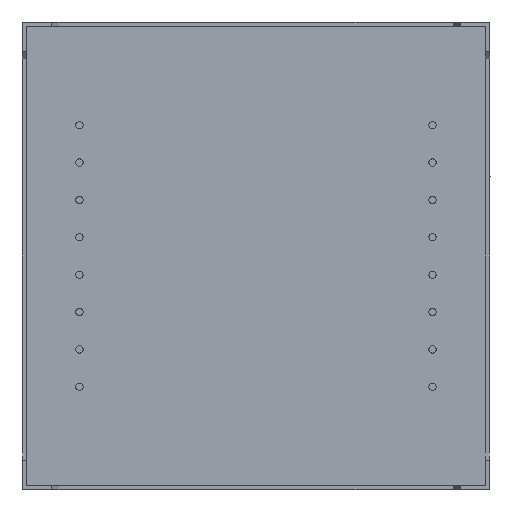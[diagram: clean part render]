
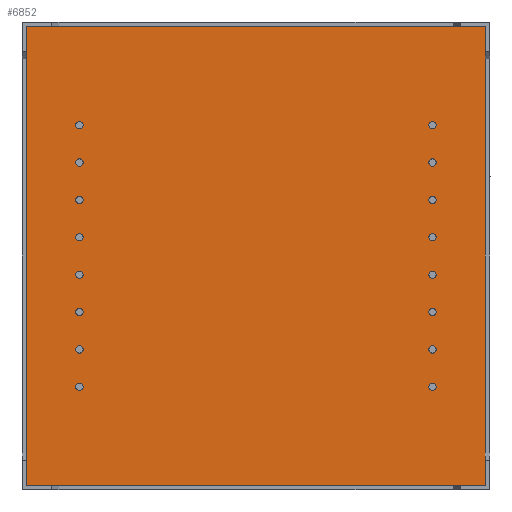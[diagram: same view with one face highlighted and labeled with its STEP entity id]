
A CAD part, front view. The second image highlights one B-rep face of the part: STEP entity #6852.
In plain terms, the highlighted planar face has unit normal (0, -1, 0).
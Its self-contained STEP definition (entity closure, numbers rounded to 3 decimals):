
#963 = DIRECTION ( 'NONE',  ( 0., 0., -1. ) ) ;
#1841 = CARTESIAN_POINT ( 'NONE',  ( 0.3, -4.2, -0.3 ) ) ;
#1848 = CARTESIAN_POINT ( 'NONE',  ( 0.3, -4.2, -31.5 ) ) ;
#2719 = PLANE ( 'NONE',  #9963 ) ;
#3734 = FACE_OUTER_BOUND ( 'NONE', #20024, .T. ) ;
#4498 = CARTESIAN_POINT ( 'NONE',  ( 31.5, -4.2, -31.5 ) ) ;
#4729 = ORIENTED_EDGE ( 'NONE', *, *, #14825, .T. ) ;
#4910 = CARTESIAN_POINT ( 'NONE',  ( 31.5, -4.2, -0.3 ) ) ;
#6116 = DIRECTION ( 'NONE',  ( -1., 0., 0. ) ) ;
#6640 = CARTESIAN_POINT ( 'NONE',  ( 0., -4.2, 0. ) ) ;
#6852 = ADVANCED_FACE ( 'NONE', ( #3734 ), #2719, .T. ) ;
#7000 = LINE ( 'NONE', #17786, #16064 ) ;
#7946 = VECTOR ( 'NONE', #12443, 1000. ) ;
#8356 = LINE ( 'NONE', #1841, #16813 ) ;
#9096 = CARTESIAN_POINT ( 'NONE',  ( 31.5, -4.2, -0.3 ) ) ;
#9963 = AXIS2_PLACEMENT_3D ( 'NONE', #6640, #14514, #963 ) ;
#10131 = EDGE_CURVE ( 'NONE', #15643, #16404, #8356, .T. ) ;
#10248 = CARTESIAN_POINT ( 'NONE',  ( 0.3, -4.2, -31.5 ) ) ;
#10469 = CARTESIAN_POINT ( 'NONE',  ( 0.3, -4.2, -0.3 ) ) ;
#10659 = LINE ( 'NONE', #4910, #7946 ) ;
#11834 = VECTOR ( 'NONE', #19301, 1000. ) ;
#12436 = LINE ( 'NONE', #1848, #11834 ) ;
#12443 = DIRECTION ( 'NONE',  ( 0., 0., 1. ) ) ;
#12813 = VERTEX_POINT ( 'NONE', #9096 ) ;
#13108 = ORIENTED_EDGE ( 'NONE', *, *, #10131, .T. ) ;
#14514 = DIRECTION ( 'NONE',  ( 0., -1., 0. ) ) ;
#14825 = EDGE_CURVE ( 'NONE', #12813, #15643, #7000, .T. ) ;
#15643 = VERTEX_POINT ( 'NONE', #10469 ) ;
#16064 = VECTOR ( 'NONE', #6116, 1000. ) ;
#16404 = VERTEX_POINT ( 'NONE', #10248 ) ;
#16409 = VERTEX_POINT ( 'NONE', #4498 ) ;
#16813 = VECTOR ( 'NONE', #19981, 1000. ) ;
#17786 = CARTESIAN_POINT ( 'NONE',  ( 0.3, -4.2, -0.3 ) ) ;
#18525 = ORIENTED_EDGE ( 'NONE', *, *, #23353, .T. ) ;
#19301 = DIRECTION ( 'NONE',  ( 1., 0., 0. ) ) ;
#19981 = DIRECTION ( 'NONE',  ( 0., 0., -1. ) ) ;
#20024 = EDGE_LOOP ( 'NONE', ( #13108, #22668, #18525, #4729 ) ) ;
#22668 = ORIENTED_EDGE ( 'NONE', *, *, #23820, .T. ) ;
#23353 = EDGE_CURVE ( 'NONE', #16409, #12813, #10659, .T. ) ;
#23820 = EDGE_CURVE ( 'NONE', #16404, #16409, #12436, .T. ) ;
